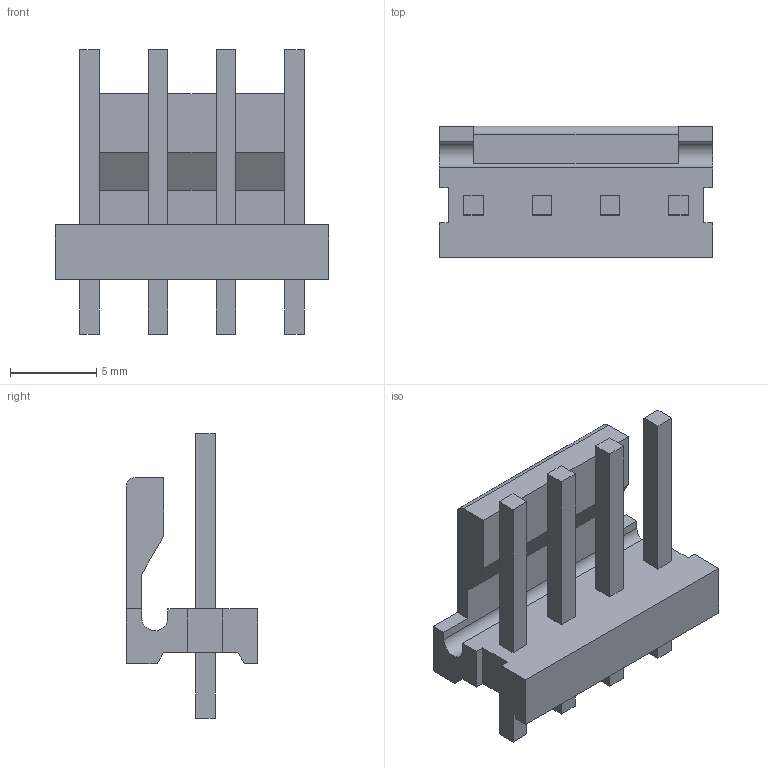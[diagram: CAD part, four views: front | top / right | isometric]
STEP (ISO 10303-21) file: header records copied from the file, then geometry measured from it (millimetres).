
FILE_DESCRIPTION(('STEP AP242'),'1');
FILE_NAME('3-641119-4.stp','2023-10-03T18:41:50',('TraceParts'),('TraceParts S.A.'),'Spatial InterOp 3D',' ',' ');
FILE_SCHEMA(('AP242_MANAGED_MODEL_BASED_3D_ENGINEERING_MIM_LF {1 0 10303 442 1 1 4}'));
Length unit declared in the file: millimetre
Products named in the file (1): 3-641119-4
Bounding box: 15.85 x 7.62 x 16.51 mm (x, y, z)
Volume: 525.4 mm3; surface area: 901.9 mm2
Topology: 1 solids, 1 shells, 69 faces, 177 edges, 118 vertices
Faces by surface type: plane 67, cylinder 2
Entity records: 2070 total; most frequent: CARTESIAN_POINT 365, ORIENTED_EDGE 354, DIRECTION 321, EDGE_CURVE 177, LINE 173, VECTOR 173, VERTEX_POINT 118, EDGE_LOOP 77
